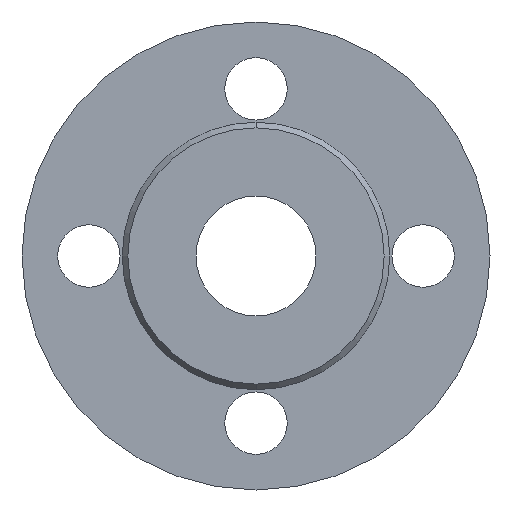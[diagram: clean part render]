
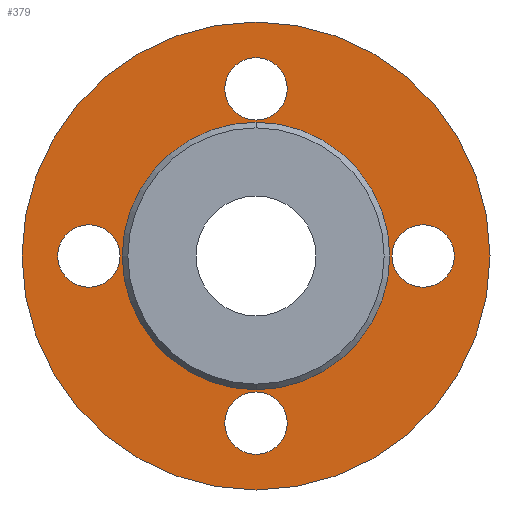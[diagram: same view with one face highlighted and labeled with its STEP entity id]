
A CAD part, front view. The second image highlights one B-rep face of the part: STEP entity #379.
In plain terms, the highlighted planar face has unit normal (0, -1, 0).
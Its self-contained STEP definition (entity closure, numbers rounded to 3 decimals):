
#6 = CIRCLE ( 'NONE', #99, 7. ) ;
#12 = EDGE_LOOP ( 'NONE', ( #226, #196 ) ) ;
#19 = DIRECTION ( 'NONE',  ( 0., 0., 1. ) ) ;
#22 = EDGE_CURVE ( 'NONE', #585, #738, #6, .T. ) ;
#30 = CIRCLE ( 'NONE', #109, 30. ) ;
#39 = EDGE_LOOP ( 'NONE', ( #655, #548 ) ) ;
#67 = ORIENTED_EDGE ( 'NONE', *, *, #803, .F. ) ;
#74 = CARTESIAN_POINT ( 'NONE',  ( 0., 1.5, 37.5 ) ) ;
#90 = AXIS2_PLACEMENT_3D ( 'NONE', #74, #539, #285 ) ;
#99 = AXIS2_PLACEMENT_3D ( 'NONE', #284, #220, #421 ) ;
#101 = VERTEX_POINT ( 'NONE', #524 ) ;
#109 = AXIS2_PLACEMENT_3D ( 'NONE', #647, #639, #115 ) ;
#115 = DIRECTION ( 'NONE',  ( 0., 0., 1. ) ) ;
#124 = AXIS2_PLACEMENT_3D ( 'NONE', #694, #233, #704 ) ;
#128 = CARTESIAN_POINT ( 'NONE',  ( 0., 1.5, 37.5 ) ) ;
#133 = DIRECTION ( 'NONE',  ( 0., 1., 0. ) ) ;
#140 = VERTEX_POINT ( 'NONE', #658 ) ;
#155 = CARTESIAN_POINT ( 'NONE',  ( 0., 1.5, -52.5 ) ) ;
#158 = CIRCLE ( 'NONE', #574, 7. ) ;
#164 = PLANE ( 'NONE',  #124 ) ;
#171 = DIRECTION ( 'NONE',  ( -1., 0., 0. ) ) ;
#186 = DIRECTION ( 'NONE',  ( 0., -1., 0. ) ) ;
#196 = ORIENTED_EDGE ( 'NONE', *, *, #223, .T. ) ;
#212 = EDGE_CURVE ( 'NONE', #445, #140, #769, .T. ) ;
#216 = DIRECTION ( 'NONE',  ( 0., -1., 0. ) ) ;
#220 = DIRECTION ( 'NONE',  ( 0., -1., 0. ) ) ;
#223 = EDGE_CURVE ( 'NONE', #316, #101, #377, .T. ) ;
#225 = FACE_BOUND ( 'NONE', #12, .T. ) ;
#226 = ORIENTED_EDGE ( 'NONE', *, *, #431, .T. ) ;
#228 = CARTESIAN_POINT ( 'NONE',  ( 0., 1.5, -30. ) ) ;
#233 = DIRECTION ( 'NONE',  ( 0., -1., 0. ) ) ;
#251 = ORIENTED_EDGE ( 'NONE', *, *, #212, .F. ) ;
#253 = CARTESIAN_POINT ( 'NONE',  ( 0., 1.5, -30.5 ) ) ;
#264 = DIRECTION ( 'NONE',  ( 0., 0., 1. ) ) ;
#272 = CARTESIAN_POINT ( 'NONE',  ( 0., 1.5, 30.5 ) ) ;
#273 = AXIS2_PLACEMENT_3D ( 'NONE', #411, #808, #740 ) ;
#278 = CARTESIAN_POINT ( 'NONE',  ( 0., 1.5, -37.5 ) ) ;
#282 = DIRECTION ( 'NONE',  ( 0., -1., 0. ) ) ;
#284 = CARTESIAN_POINT ( 'NONE',  ( 37.5, 1.5, 0. ) ) ;
#285 = DIRECTION ( 'NONE',  ( 0., 0., 1. ) ) ;
#297 = CIRCLE ( 'NONE', #691, 7. ) ;
#298 = CARTESIAN_POINT ( 'NONE',  ( -37.5, 1.5, 0. ) ) ;
#302 = EDGE_CURVE ( 'NONE', #486, #692, #834, .T. ) ;
#316 = VERTEX_POINT ( 'NONE', #228 ) ;
#317 = ORIENTED_EDGE ( 'NONE', *, *, #427, .F. ) ;
#326 = EDGE_CURVE ( 'NONE', #429, #378, #764, .T. ) ;
#359 = CARTESIAN_POINT ( 'NONE',  ( 0., 1.5, 0. ) ) ;
#364 = DIRECTION ( 'NONE',  ( 0., 0., -1. ) ) ;
#370 = CARTESIAN_POINT ( 'NONE',  ( 0., 1.5, 44.5 ) ) ;
#373 = AXIS2_PLACEMENT_3D ( 'NONE', #298, #381, #171 ) ;
#377 = CIRCLE ( 'NONE', #668, 30. ) ;
#378 = VERTEX_POINT ( 'NONE', #155 ) ;
#379 = ADVANCED_FACE ( 'NONE', ( #423, #487, #419, #690, #225, #496 ), #164, .T. ) ;
#381 = DIRECTION ( 'NONE',  ( 0., -1., 0. ) ) ;
#384 = CARTESIAN_POINT ( 'NONE',  ( 0., 1.5, -37.5 ) ) ;
#394 = CARTESIAN_POINT ( 'NONE',  ( -37.5, 1.5, 0. ) ) ;
#401 = VERTEX_POINT ( 'NONE', #370 ) ;
#403 = DIRECTION ( 'NONE',  ( 0., 0., 1. ) ) ;
#410 = DIRECTION ( 'NONE',  ( 0., -1., 0. ) ) ;
#411 = CARTESIAN_POINT ( 'NONE',  ( 0., 1.5, 0. ) ) ;
#412 = CIRCLE ( 'NONE', #273, 52.5 ) ;
#419 = FACE_BOUND ( 'NONE', #651, .T. ) ;
#421 = DIRECTION ( 'NONE',  ( 1., 0., 0. ) ) ;
#423 = FACE_BOUND ( 'NONE', #634, .T. ) ;
#427 = EDGE_CURVE ( 'NONE', #140, #445, #530, .T. ) ;
#429 = VERTEX_POINT ( 'NONE', #506 ) ;
#431 = EDGE_CURVE ( 'NONE', #101, #316, #30, .T. ) ;
#445 = VERTEX_POINT ( 'NONE', #781 ) ;
#469 = CIRCLE ( 'NONE', #90, 7. ) ;
#486 = VERTEX_POINT ( 'NONE', #253 ) ;
#487 = FACE_BOUND ( 'NONE', #615, .T. ) ;
#496 = FACE_OUTER_BOUND ( 'NONE', #618, .T. ) ;
#501 = AXIS2_PLACEMENT_3D ( 'NONE', #359, #823, #19 ) ;
#506 = CARTESIAN_POINT ( 'NONE',  ( 0., 1.5, 52.5 ) ) ;
#511 = ORIENTED_EDGE ( 'NONE', *, *, #718, .F. ) ;
#521 = EDGE_CURVE ( 'NONE', #692, #486, #703, .T. ) ;
#524 = CARTESIAN_POINT ( 'NONE',  ( 0., 1.5, 30. ) ) ;
#525 = DIRECTION ( 'NONE',  ( 0., -1., 0. ) ) ;
#529 = CARTESIAN_POINT ( 'NONE',  ( 44.5, 1.5, 0. ) ) ;
#530 = CIRCLE ( 'NONE', #373, 7. ) ;
#539 = DIRECTION ( 'NONE',  ( 0., -1., 0. ) ) ;
#548 = ORIENTED_EDGE ( 'NONE', *, *, #521, .F. ) ;
#554 = DIRECTION ( 'NONE',  ( 0., 0., -1. ) ) ;
#574 = AXIS2_PLACEMENT_3D ( 'NONE', #128, #525, #264 ) ;
#585 = VERTEX_POINT ( 'NONE', #529 ) ;
#598 = AXIS2_PLACEMENT_3D ( 'NONE', #278, #282, #554 ) ;
#600 = EDGE_CURVE ( 'NONE', #753, #401, #158, .T. ) ;
#615 = EDGE_LOOP ( 'NONE', ( #815, #511 ) ) ;
#618 = EDGE_LOOP ( 'NONE', ( #667, #67 ) ) ;
#623 = DIRECTION ( 'NONE',  ( 1., 0., 0. ) ) ;
#634 = EDGE_LOOP ( 'NONE', ( #317, #251 ) ) ;
#639 = DIRECTION ( 'NONE',  ( 0., 1., 0. ) ) ;
#647 = CARTESIAN_POINT ( 'NONE',  ( 0., 1.5, 0. ) ) ;
#651 = EDGE_LOOP ( 'NONE', ( #731, #780 ) ) ;
#655 = ORIENTED_EDGE ( 'NONE', *, *, #302, .F. ) ;
#656 = CARTESIAN_POINT ( 'NONE',  ( 0., 1.5, -44.5 ) ) ;
#658 = CARTESIAN_POINT ( 'NONE',  ( -30.5, 1.5, 0. ) ) ;
#667 = ORIENTED_EDGE ( 'NONE', *, *, #326, .F. ) ;
#668 = AXIS2_PLACEMENT_3D ( 'NONE', #678, #133, #403 ) ;
#678 = CARTESIAN_POINT ( 'NONE',  ( 0., 1.5, 0. ) ) ;
#680 = CARTESIAN_POINT ( 'NONE',  ( 30.5, 1.5, 0. ) ) ;
#690 = FACE_BOUND ( 'NONE', #39, .T. ) ;
#691 = AXIS2_PLACEMENT_3D ( 'NONE', #816, #216, #623 ) ;
#692 = VERTEX_POINT ( 'NONE', #656 ) ;
#694 = CARTESIAN_POINT ( 'NONE',  ( -30., 1.5, 0. ) ) ;
#703 = CIRCLE ( 'NONE', #732, 7. ) ;
#704 = DIRECTION ( 'NONE',  ( 0., 0., -1. ) ) ;
#718 = EDGE_CURVE ( 'NONE', #401, #753, #469, .T. ) ;
#731 = ORIENTED_EDGE ( 'NONE', *, *, #829, .F. ) ;
#732 = AXIS2_PLACEMENT_3D ( 'NONE', #384, #186, #364 ) ;
#738 = VERTEX_POINT ( 'NONE', #680 ) ;
#740 = DIRECTION ( 'NONE',  ( 0., 0., 1. ) ) ;
#753 = VERTEX_POINT ( 'NONE', #272 ) ;
#764 = CIRCLE ( 'NONE', #501, 52.5 ) ;
#769 = CIRCLE ( 'NONE', #851, 7. ) ;
#780 = ORIENTED_EDGE ( 'NONE', *, *, #22, .F. ) ;
#781 = CARTESIAN_POINT ( 'NONE',  ( -44.5, 1.5, 0. ) ) ;
#803 = EDGE_CURVE ( 'NONE', #378, #429, #412, .T. ) ;
#807 = DIRECTION ( 'NONE',  ( -1., 0., 0. ) ) ;
#808 = DIRECTION ( 'NONE',  ( 0., 1., 0. ) ) ;
#815 = ORIENTED_EDGE ( 'NONE', *, *, #600, .F. ) ;
#816 = CARTESIAN_POINT ( 'NONE',  ( 37.5, 1.5, 0. ) ) ;
#823 = DIRECTION ( 'NONE',  ( 0., 1., 0. ) ) ;
#829 = EDGE_CURVE ( 'NONE', #738, #585, #297, .T. ) ;
#834 = CIRCLE ( 'NONE', #598, 7. ) ;
#851 = AXIS2_PLACEMENT_3D ( 'NONE', #394, #410, #807 ) ;
